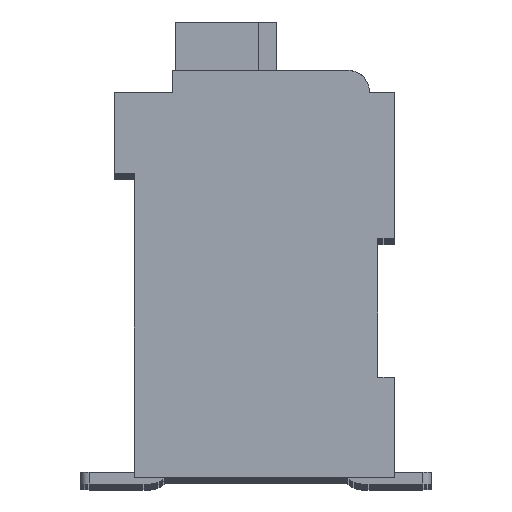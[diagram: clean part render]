
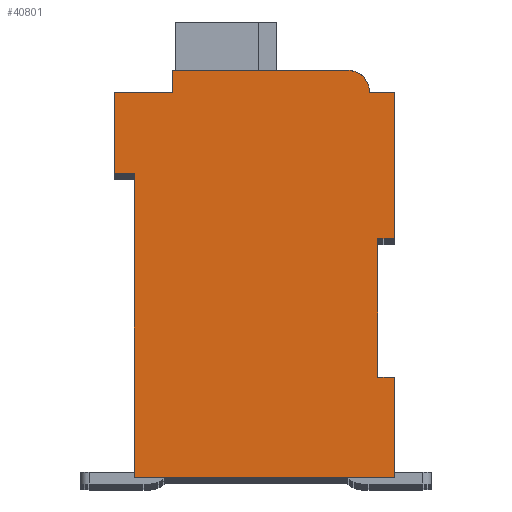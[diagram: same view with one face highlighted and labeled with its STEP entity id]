
A CAD part, top view. The second image highlights one B-rep face of the part: STEP entity #40801.
In plain terms, the highlighted planar face has unit normal (0, 0, 1).
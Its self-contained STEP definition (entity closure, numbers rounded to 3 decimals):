
#9548=DIRECTION('',(1.,0.,0.));
#9549=VECTOR('',#9548,0.5);
#9550=CARTESIAN_POINT('',(7.3,7.15,2.1));
#9551=LINE('',#9550,#9549);
#9552=DIRECTION('',(0.,1.,0.));
#9553=VECTOR('',#9552,4.15);
#9554=CARTESIAN_POINT('',(7.3,3.,2.1));
#9555=LINE('',#9554,#9553);
#9556=DIRECTION('',(-1.,0.,0.));
#9557=VECTOR('',#9556,0.5);
#9558=CARTESIAN_POINT('',(7.8,3.,2.1));
#9559=LINE('',#9558,#9557);
#9560=DIRECTION('',(0.,1.,0.));
#9561=VECTOR('',#9560,3.);
#9562=CARTESIAN_POINT('',(7.8,0.,2.1));
#9563=LINE('',#9562,#9561);
#9564=DIRECTION('',(1.,0.,0.));
#9565=VECTOR('',#9564,7.8);
#9566=CARTESIAN_POINT('',(0.,0.,2.1));
#9567=LINE('',#9566,#9565);
#9568=DIRECTION('',(0.,-1.,0.));
#9569=VECTOR('',#9568,9.1);
#9570=CARTESIAN_POINT('',(0.,9.1,2.1));
#9571=LINE('',#9570,#9569);
#9572=DIRECTION('',(1.,0.,0.));
#9573=VECTOR('',#9572,0.6);
#9574=CARTESIAN_POINT('',(-0.6,9.1,2.1));
#9575=LINE('',#9574,#9573);
#9576=DIRECTION('',(0.,-1.,0.));
#9577=VECTOR('',#9576,2.45);
#9578=CARTESIAN_POINT('',(-0.6,11.55,2.1));
#9579=LINE('',#9578,#9577);
#9580=DIRECTION('',(-1.,0.,0.));
#9581=VECTOR('',#9580,1.75);
#9582=CARTESIAN_POINT('',(1.15,11.55,2.1));
#9583=LINE('',#9582,#9581);
#9584=DIRECTION('',(0.,-1.,0.));
#9585=VECTOR('',#9584,0.65);
#9586=CARTESIAN_POINT('',(1.15,12.2,2.1));
#9587=LINE('',#9586,#9585);
#9588=DIRECTION('',(-1.,0.,0.));
#9589=VECTOR('',#9588,5.25);
#9590=CARTESIAN_POINT('',(6.4,12.2,2.1));
#9591=LINE('',#9590,#9589);
#9592=CARTESIAN_POINT('',(6.4,11.55,2.1));
#9593=DIRECTION('',(0.,0.,1.));
#9594=DIRECTION('',(1.,0.,0.));
#9595=AXIS2_PLACEMENT_3D('',#9592,#9593,#9594);
#9597=DIRECTION('',(-1.,0.,0.));
#9598=VECTOR('',#9597,0.75);
#9599=CARTESIAN_POINT('',(7.8,11.55,2.1));
#9600=LINE('',#9599,#9598);
#9601=DIRECTION('',(0.,1.,0.));
#9602=VECTOR('',#9601,4.4);
#9603=CARTESIAN_POINT('',(7.8,7.15,2.1));
#9604=LINE('',#9603,#9602);
#24253=CARTESIAN_POINT('',(7.3,7.15,2.1));
#24254=CARTESIAN_POINT('',(7.8,7.15,2.1));
#24255=VERTEX_POINT('',#24253);
#24256=VERTEX_POINT('',#24254);
#24257=CARTESIAN_POINT('',(7.8,11.55,2.1));
#24258=VERTEX_POINT('',#24257);
#24259=CARTESIAN_POINT('',(7.05,11.55,2.1));
#24260=VERTEX_POINT('',#24259);
#24261=CARTESIAN_POINT('',(6.4,12.2,2.1));
#24262=VERTEX_POINT('',#24261);
#24263=CARTESIAN_POINT('',(1.15,12.2,2.1));
#24264=VERTEX_POINT('',#24263);
#24265=CARTESIAN_POINT('',(1.15,11.55,2.1));
#24266=VERTEX_POINT('',#24265);
#24267=CARTESIAN_POINT('',(-0.6,11.55,2.1));
#24268=VERTEX_POINT('',#24267);
#24269=CARTESIAN_POINT('',(-0.6,9.1,2.1));
#24270=VERTEX_POINT('',#24269);
#24271=CARTESIAN_POINT('',(0.,9.1,2.1));
#24272=VERTEX_POINT('',#24271);
#24273=CARTESIAN_POINT('',(0.,0.,2.1));
#24274=VERTEX_POINT('',#24273);
#24275=CARTESIAN_POINT('',(7.8,0.,2.1));
#24276=VERTEX_POINT('',#24275);
#24277=CARTESIAN_POINT('',(7.8,3.,2.1));
#24278=VERTEX_POINT('',#24277);
#24279=CARTESIAN_POINT('',(7.3,3.,2.1));
#24280=VERTEX_POINT('',#24279);
#40780=CARTESIAN_POINT('',(0.,0.,2.1));
#40781=DIRECTION('',(0.,0.,1.));
#40782=DIRECTION('',(1.,0.,0.));
#40783=AXIS2_PLACEMENT_3D('',#40780,#40781,#40782);
#40784=PLANE('',#40783);
#40785=ORIENTED_EDGE('',*,*,#31894,.F.);
#40786=ORIENTED_EDGE('',*,*,#32972,.F.);
#40787=ORIENTED_EDGE('',*,*,#33884,.F.);
#40788=ORIENTED_EDGE('',*,*,#34509,.F.);
#40789=ORIENTED_EDGE('',*,*,#35230,.F.);
#40790=ORIENTED_EDGE('',*,*,#36179,.F.);
#40791=ORIENTED_EDGE('',*,*,#36902,.F.);
#40792=ORIENTED_EDGE('',*,*,#37256,.F.);
#40793=ORIENTED_EDGE('',*,*,#37793,.F.);
#40794=ORIENTED_EDGE('',*,*,#38810,.F.);
#40795=ORIENTED_EDGE('',*,*,#39616,.F.);
#40796=ORIENTED_EDGE('',*,*,#37844,.F.);
#40797=ORIENTED_EDGE('',*,*,#38541,.F.);
#40798=ORIENTED_EDGE('',*,*,#32867,.F.);
#40799=EDGE_LOOP('',(#40785,#40786,#40787,#40788,#40789,#40790,#40791,#40792,
#40793,#40794,#40795,#40796,#40797,#40798));
#40800=FACE_OUTER_BOUND('',#40799,.F.);
#9596=CIRCLE('',#9595,0.65);
#31894=EDGE_CURVE('',#24255,#24256,#9551,.T.);
#32867=EDGE_CURVE('',#24256,#24258,#9604,.T.);
#32972=EDGE_CURVE('',#24280,#24255,#9555,.T.);
#33884=EDGE_CURVE('',#24278,#24280,#9559,.T.);
#34509=EDGE_CURVE('',#24276,#24278,#9563,.T.);
#35230=EDGE_CURVE('',#24274,#24276,#9567,.T.);
#36179=EDGE_CURVE('',#24272,#24274,#9571,.T.);
#36902=EDGE_CURVE('',#24270,#24272,#9575,.T.);
#37256=EDGE_CURVE('',#24268,#24270,#9579,.T.);
#37793=EDGE_CURVE('',#24266,#24268,#9583,.T.);
#37844=EDGE_CURVE('',#24260,#24262,#9596,.T.);
#38541=EDGE_CURVE('',#24258,#24260,#9600,.T.);
#38810=EDGE_CURVE('',#24264,#24266,#9587,.T.);
#39616=EDGE_CURVE('',#24262,#24264,#9591,.T.);
#40801=ADVANCED_FACE('',(#40800),#40784,.T.);
